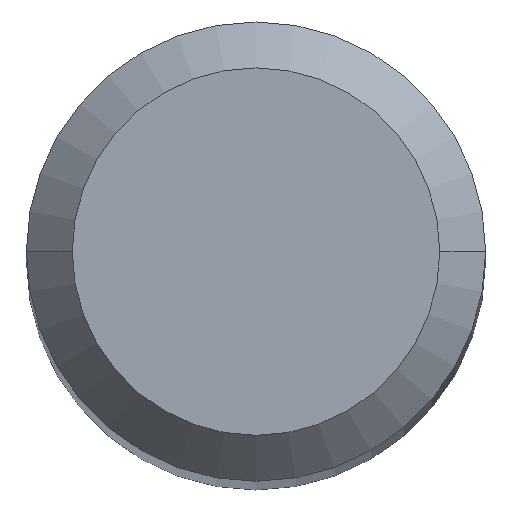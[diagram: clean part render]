
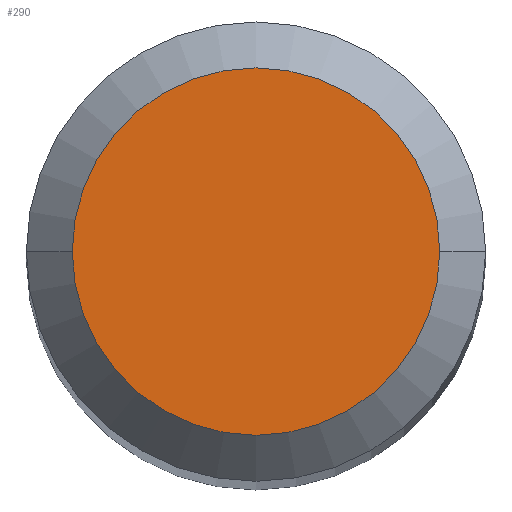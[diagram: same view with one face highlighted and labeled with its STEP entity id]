
A CAD part, top view. The second image highlights one B-rep face of the part: STEP entity #290.
In plain terms, the highlighted planar face has unit normal (0, 0, 1).
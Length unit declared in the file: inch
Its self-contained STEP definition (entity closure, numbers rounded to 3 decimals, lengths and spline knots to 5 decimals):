
#18 = CARTESIAN_POINT ( 'NONE',  ( 0., 0., 0. ) ) ;
#36 = DIRECTION ( 'NONE',  ( 1., 0., 0. ) ) ;
#50 = AXIS2_PLACEMENT_3D ( 'NONE', #274, #383, #36 ) ;
#108 = CARTESIAN_POINT ( 'NONE',  ( 0.04724, 0., 0. ) ) ;
#130 = FACE_OUTER_BOUND ( 'NONE', #271, .T. ) ;
#134 = DIRECTION ( 'NONE',  ( 0., 0., -1. ) ) ;
#136 = ORIENTED_EDGE ( 'NONE', *, *, #211, .T. ) ;
#137 = VERTEX_POINT ( 'NONE', #108 ) ;
#149 = EDGE_CURVE ( 'NONE', #329, #137, #411, .T. ) ;
#151 = AXIS2_PLACEMENT_3D ( 'NONE', #18, #134, #252 ) ;
#157 = CARTESIAN_POINT ( 'NONE',  ( 0., 0., 0. ) ) ;
#177 = CARTESIAN_POINT ( 'NONE',  ( -0.04724, 0., 0. ) ) ;
#211 = EDGE_CURVE ( 'NONE', #137, #329, #275, .T. ) ;
#213 = PLANE ( 'NONE',  #151 ) ;
#246 = ORIENTED_EDGE ( 'NONE', *, *, #149, .T. ) ;
#252 = DIRECTION ( 'NONE',  ( -1., 0., 0. ) ) ;
#256 = AXIS2_PLACEMENT_3D ( 'NONE', #157, #344, #306 ) ;
#271 = EDGE_LOOP ( 'NONE', ( #246, #136 ) ) ;
#274 = CARTESIAN_POINT ( 'NONE',  ( 0., 0., 0. ) ) ;
#275 = CIRCLE ( 'NONE', #50, 0.04724 ) ;
#290 = ADVANCED_FACE ( 'NONE', ( #130 ), #213, .F. ) ;
#306 = DIRECTION ( 'NONE',  ( 1., 0., 0. ) ) ;
#329 = VERTEX_POINT ( 'NONE', #177 ) ;
#344 = DIRECTION ( 'NONE',  ( 0., 0., 1. ) ) ;
#383 = DIRECTION ( 'NONE',  ( 0., 0., 1. ) ) ;
#411 = CIRCLE ( 'NONE', #256, 0.04724 ) ;
